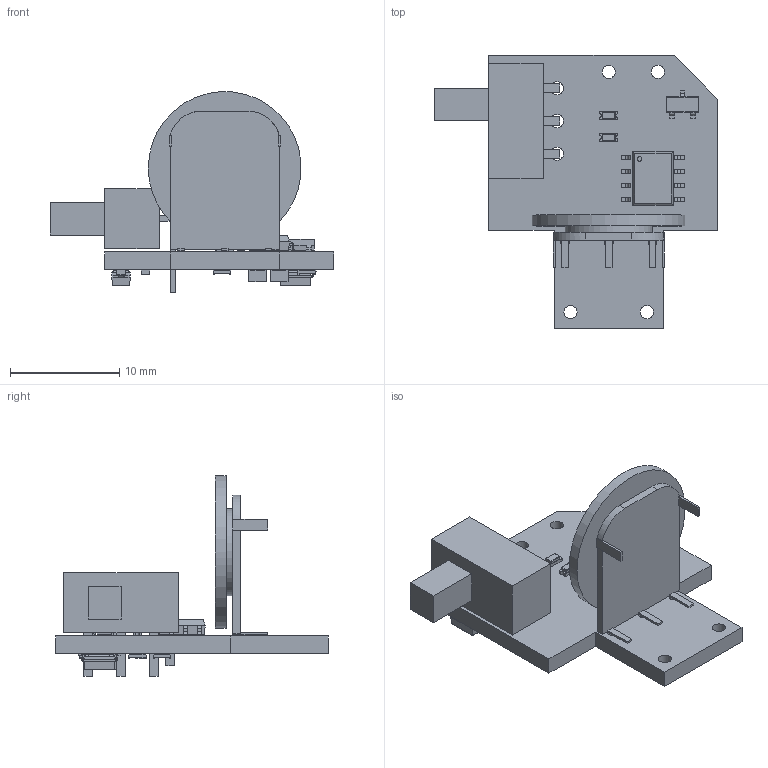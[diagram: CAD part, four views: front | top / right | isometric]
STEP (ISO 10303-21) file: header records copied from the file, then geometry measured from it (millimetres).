
FILE_DESCRIPTION(('KiCad electronic assembly'),'2;1');
FILE_NAME('ITR-2.step','2023-04-07T16:21:58',('Pcbnew'),('Kicad'), 'Open CASCADE STEP processor 7.6','KiCad to STEP converter','Unknown' );
FILE_SCHEMA(('AUTOMOTIVE_DESIGN { 1 0 10303 214 1 1 1 1 }'));
Length unit declared in the file: millimetre
Products named in the file (18): ITR-2 1; SOT-23; SOLID; LED_0603; SO-8; KLS7-SS-12F19-G5; R1001N12B1-A10K; R0603; Res_0603; KD-36_SOD-123; ITR-2 PCB
Assembly tree (25 placements, depth 3):
  ITR-2 1
    SOT-23
      SOLID
    LED_0603  x2
      SOLID
    SO-8
      SOLID
    KLS7-SS-12F19-G5
      SOLID
    R1001N12B1-A10K
      SOLID
    R0603  x6
      SOLID
    Res_0603  x2
      SOLID
    KD-36_SOD-123  x2
      SOLID
    ITR-2 PCB
Bounding box: 26 x 25 x 18.38 mm (x, y, z)
Volume: 1318.7 mm3; surface area: 2167.2 mm2
Topology: 17 solids, 17 shells, 911 faces, 2346 edges, 1462 vertices
Faces by surface type: bspline 890, plane 11, cylinder 10
Full cylindrical faces by diameter (mm): 0.8 x3, 1.2 x7
Entity records: 39373 total; most frequent: CARTESIAN_POINT 17766, B_SPLINE_CURVE_WITH_KNOTS 3748, ORIENTED_EDGE 2874, PCURVE 2874, DEFINITIONAL_REPRESENTATION 2874, EDGE_CURVE 1437, SURFACE_CURVE 1425, VERTEX_POINT 912
